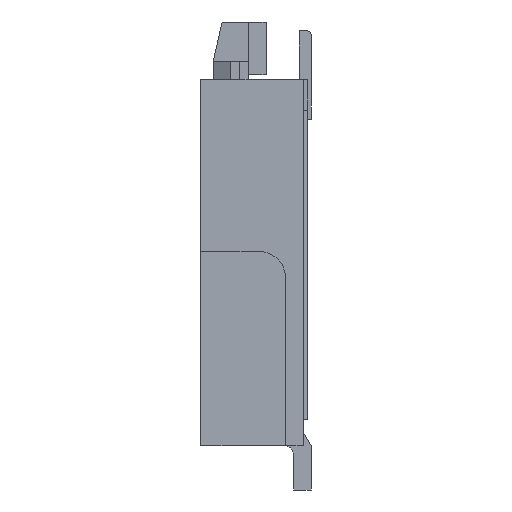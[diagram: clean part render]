
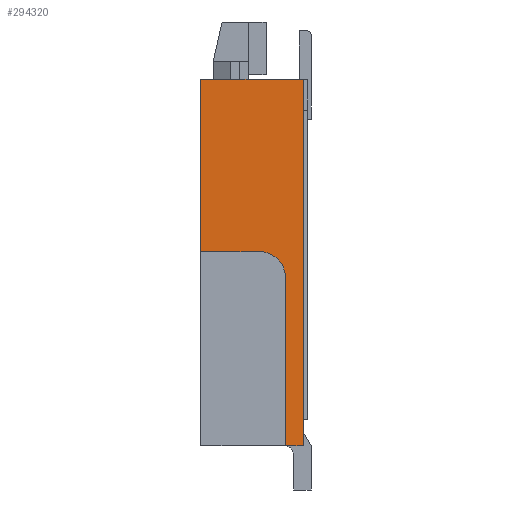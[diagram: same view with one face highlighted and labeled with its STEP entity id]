
A CAD part, left-side view. The second image highlights one B-rep face of the part: STEP entity #294320.
In plain terms, the highlighted planar face has unit normal (-1, 0, 0).
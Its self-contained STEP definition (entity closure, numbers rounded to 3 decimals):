
#100850=CARTESIAN_POINT('',(-22.325,6.807,
3.512));
#100860=VERTEX_POINT('',#100850);
#100890=CARTESIAN_POINT('',(-22.325,6.757,
3.512));
#100900=DIRECTION('',(0.,1.,0.));
#100910=VECTOR('',#100900,1.);
#100920=LINE('',#100890,#100910);
#100930=CARTESIAN_POINT('',(-22.325,7.967,
3.512));
#100940=VERTEX_POINT('',#100930);
#100950=EDGE_CURVE('',#100860,#100940,#100920,.T.);
#276680=CARTESIAN_POINT('',(-22.325,7.007,
-0.638));
#276690=VERTEX_POINT('',#276680);
#276720=CARTESIAN_POINT('',(-22.325,6.757,
-0.638));
#276730=DIRECTION('',(0.,1.,0.));
#276740=VECTOR('',#276730,1.);
#276750=LINE('',#276720,#276740);
#276760=CARTESIAN_POINT('',(-22.325,6.807,
-0.638));
#276770=VERTEX_POINT('',#276760);
#276780=EDGE_CURVE('',#276770,#276690,#276750,.T.);
#293500=CARTESIAN_POINT('',(-22.325,7.307,
1.562));
#293510=VERTEX_POINT('',#293500);
#293820=CARTESIAN_POINT('',(-22.325,7.967,
1.562));
#293830=VERTEX_POINT('',#293820);
#293860=CARTESIAN_POINT('',(-22.325,6.757,
1.562));
#293870=DIRECTION('',(0.,1.,0.));
#293880=VECTOR('',#293870,1.);
#293890=LINE('',#293860,#293880);
#293900=EDGE_CURVE('',#293510,#293830,#293890,.T.);
#293950=CARTESIAN_POINT('',(-22.325,7.528,
1.94));
#293960=DIRECTION('',(1.,0.,0.));
#293970=DIRECTION('',(0.,1.,0.));
#293980=AXIS2_PLACEMENT_3D('',#293950,#293960,#293970);
#293990=PLANE('',#293980);
#294000=CARTESIAN_POINT('',(-22.325,7.307,
1.262));
#294010=DIRECTION('',(1.,0.,0.));
#294020=DIRECTION('',(0.,1.,0.));
#294030=AXIS2_PLACEMENT_3D('',#294000,#294010,#294020);
#294040=CIRCLE('',#294030,0.3);
#294050=CARTESIAN_POINT('',(-22.325,7.007,
1.262));
#294060=VERTEX_POINT('',#294050);
#294070=EDGE_CURVE('',#293510,#294060,#294040,.T.);
#294080=ORIENTED_EDGE('',*,*,#294070,.T.);
#294090=ORIENTED_EDGE('',*,*,#293900,.F.);
#294100=CARTESIAN_POINT('',(-22.325,7.967,
-0.638));
#294110=DIRECTION('',(0.,0.,1.));
#294120=VECTOR('',#294110,1.);
#294130=LINE('',#294100,#294120);
#294140=EDGE_CURVE('',#293830,#100940,#294130,.T.);
#294150=ORIENTED_EDGE('',*,*,#294140,.F.);
#294160=ORIENTED_EDGE('',*,*,#100950,.T.);
#294170=CARTESIAN_POINT('',(-22.325,6.807,
-0.638));
#294180=DIRECTION('',(0.,0.,1.));
#294190=VECTOR('',#294180,1.);
#294200=LINE('',#294170,#294190);
#294210=EDGE_CURVE('',#276770,#100860,#294200,.T.);
#294220=ORIENTED_EDGE('',*,*,#294210,.T.);
#294230=ORIENTED_EDGE('',*,*,#276780,.F.);
#294240=CARTESIAN_POINT('',(-22.325,7.007,
-0.638));
#294250=DIRECTION('',(0.,0.,-1.));
#294260=VECTOR('',#294250,1.);
#294270=LINE('',#294240,#294260);
#294280=EDGE_CURVE('',#294060,#276690,#294270,.T.);
#294290=ORIENTED_EDGE('',*,*,#294280,.T.);
#294300=EDGE_LOOP('',(#294290,#294230,#294220,#294160,#294150,#294090,
#294080));
#294310=FACE_OUTER_BOUND('',#294300,.T.);
#294320=ADVANCED_FACE('',(#294310),#293990,.F.);
